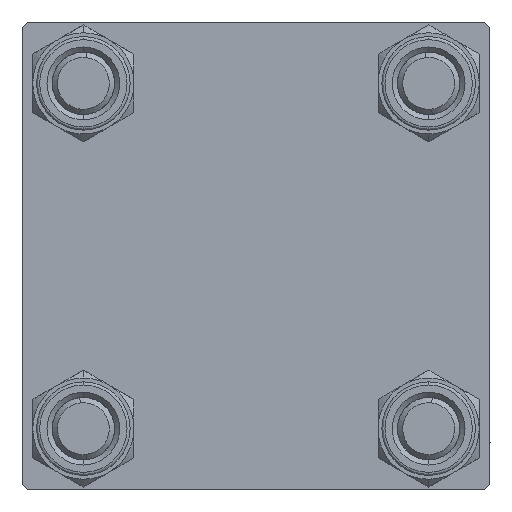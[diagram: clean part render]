
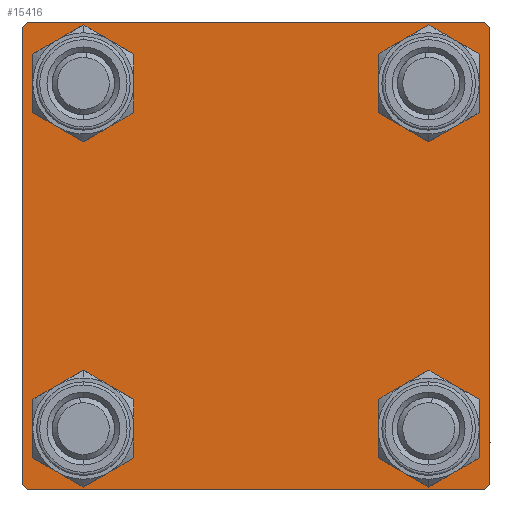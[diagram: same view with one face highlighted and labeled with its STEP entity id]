
A CAD part, left-side view. The second image highlights one B-rep face of the part: STEP entity #15416.
In plain terms, the highlighted planar face has unit normal (-1, 0, 0).
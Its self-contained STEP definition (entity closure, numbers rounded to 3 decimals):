
#90 = DIRECTION ( 'NONE',  ( 0., -1., 0. ) ) ;
#650 = DIRECTION ( 'NONE',  ( 0., 0., 1. ) ) ;
#839 = VECTOR ( 'NONE', #20410, 1000. ) ;
#1086 = DIRECTION ( 'NONE',  ( 1., 0., 0. ) ) ;
#1401 = DIRECTION ( 'NONE',  ( 0., 0., 1. ) ) ;
#1795 = DIRECTION ( 'NONE',  ( 1., 0., 0. ) ) ;
#1820 = LINE ( 'NONE', #8951, #35312 ) ;
#1870 = CARTESIAN_POINT ( 'NONE',  ( 0., 22., 22.5 ) ) ;
#2160 = AXIS2_PLACEMENT_3D ( 'NONE', #46088, #42028, #38712 ) ;
#2252 = ORIENTED_EDGE ( 'NONE', *, *, #49254, .T. ) ;
#2518 = CARTESIAN_POINT ( 'NONE',  ( 0., 0., 0. ) ) ;
#2822 = AXIS2_PLACEMENT_3D ( 'NONE', #31832, #16889, #650 ) ;
#3039 = VERTEX_POINT ( 'NONE', #15701 ) ;
#3591 = VERTEX_POINT ( 'NONE', #48241 ) ;
#4014 = AXIS2_PLACEMENT_3D ( 'NONE', #47573, #28309, #1401 ) ;
#4214 = CARTESIAN_POINT ( 'NONE',  ( 0., 22.5, 22. ) ) ;
#4351 = VERTEX_POINT ( 'NONE', #7688 ) ;
#4460 = EDGE_CURVE ( 'NONE', #3039, #19815, #1820, .T. ) ;
#4544 = AXIS2_PLACEMENT_3D ( 'NONE', #18048, #1795, #18299 ) ;
#4931 = CARTESIAN_POINT ( 'NONE',  ( 0., 22.5, -22.5 ) ) ;
#5359 = CARTESIAN_POINT ( 'NONE',  ( 0., -22.25, 22.25 ) ) ;
#6880 = VERTEX_POINT ( 'NONE', #31299 ) ;
#7191 = CARTESIAN_POINT ( 'NONE',  ( 0., 16.6, 16.6 ) ) ;
#7238 = EDGE_CURVE ( 'NONE', #4351, #6880, #12684, .T. ) ;
#7688 = CARTESIAN_POINT ( 'NONE',  ( 0., -16.6, -13.1 ) ) ;
#8490 = VERTEX_POINT ( 'NONE', #33166 ) ;
#8619 = DIRECTION ( 'NONE',  ( 0., 0., -1. ) ) ;
#8951 = CARTESIAN_POINT ( 'NONE',  ( 0., 22.25, -22.25 ) ) ;
#10758 = EDGE_CURVE ( 'NONE', #12880, #3591, #34841, .T. ) ;
#10887 = DIRECTION ( 'NONE',  ( -1., 0., 0. ) ) ;
#12684 = CIRCLE ( 'NONE', #2160, 3.5 ) ;
#12880 = VERTEX_POINT ( 'NONE', #1870 ) ;
#13171 = VERTEX_POINT ( 'NONE', #19627 ) ;
#13202 = FACE_OUTER_BOUND ( 'NONE', #37476, .T. ) ;
#13302 = CARTESIAN_POINT ( 'NONE',  ( 0., 16.6, 20.1 ) ) ;
#14086 = CARTESIAN_POINT ( 'NONE',  ( 0., -16.6, 20.1 ) ) ;
#14194 = DIRECTION ( 'NONE',  ( 0., 0., 1. ) ) ;
#14216 = CIRCLE ( 'NONE', #28019, 3.5 ) ;
#14869 = EDGE_LOOP ( 'NONE', ( #27893, #16497 ) ) ;
#15338 = DIRECTION ( 'NONE',  ( 0., 0., -1. ) ) ;
#15416 = ADVANCED_FACE ( 'NONE', ( #35785, #24618, #28189, #47948, #13202 ), #24375, .T. ) ;
#15701 = CARTESIAN_POINT ( 'NONE',  ( 0., 22.5, -22. ) ) ;
#16497 = ORIENTED_EDGE ( 'NONE', *, *, #25089, .T. ) ;
#16889 = DIRECTION ( 'NONE',  ( 1., 0., 0. ) ) ;
#16895 = EDGE_LOOP ( 'NONE', ( #43595, #42187 ) ) ;
#17216 = EDGE_CURVE ( 'NONE', #8490, #3591, #46993, .T. ) ;
#17295 = AXIS2_PLACEMENT_3D ( 'NONE', #33452, #26613, #14194 ) ;
#17512 = VECTOR ( 'NONE', #15338, 1000. ) ;
#17747 = DIRECTION ( 'NONE',  ( 0., -0.707, 0.707 ) ) ;
#18048 = CARTESIAN_POINT ( 'NONE',  ( 0., -16.6, 16.6 ) ) ;
#18236 = VECTOR ( 'NONE', #17747, 1000. ) ;
#18299 = DIRECTION ( 'NONE',  ( 0., 0., 1. ) ) ;
#18530 = DIRECTION ( 'NONE',  ( 0., 0., 1. ) ) ;
#18768 = CARTESIAN_POINT ( 'NONE',  ( 0., -16.6, 13.1 ) ) ;
#19418 = CARTESIAN_POINT ( 'NONE',  ( 0., -22., -22.5 ) ) ;
#19431 = CIRCLE ( 'NONE', #4014, 3.5 ) ;
#19627 = CARTESIAN_POINT ( 'NONE',  ( 0., 16.6, -13.1 ) ) ;
#19638 = DIRECTION ( 'NONE',  ( 0., 0., 1. ) ) ;
#19766 = VECTOR ( 'NONE', #43167, 1000. ) ;
#19802 = LINE ( 'NONE', #42880, #24709 ) ;
#19815 = VERTEX_POINT ( 'NONE', #27232 ) ;
#19914 = EDGE_CURVE ( 'NONE', #20810, #25532, #48059, .T. ) ;
#20410 = DIRECTION ( 'NONE',  ( 0., -1., 0. ) ) ;
#20726 = CIRCLE ( 'NONE', #4544, 3.5 ) ;
#20810 = VERTEX_POINT ( 'NONE', #14086 ) ;
#20882 = DIRECTION ( 'NONE',  ( 0., -0.707, -0.707 ) ) ;
#23073 = ORIENTED_EDGE ( 'NONE', *, *, #40713, .T. ) ;
#23303 = ORIENTED_EDGE ( 'NONE', *, *, #26513, .T. ) ;
#23837 = EDGE_CURVE ( 'NONE', #25842, #29222, #32807, .T. ) ;
#24375 = PLANE ( 'NONE',  #44804 ) ;
#24618 = FACE_BOUND ( 'NONE', #14869, .T. ) ;
#24709 = VECTOR ( 'NONE', #8619, 1000. ) ;
#24840 = CARTESIAN_POINT ( 'NONE',  ( 0., -22.25, -22.25 ) ) ;
#25089 = EDGE_CURVE ( 'NONE', #6880, #4351, #14216, .T. ) ;
#25160 = ORIENTED_EDGE ( 'NONE', *, *, #10758, .F. ) ;
#25532 = VERTEX_POINT ( 'NONE', #18768 ) ;
#25842 = VERTEX_POINT ( 'NONE', #13302 ) ;
#26181 = EDGE_CURVE ( 'NONE', #43467, #13171, #32878, .T. ) ;
#26385 = EDGE_LOOP ( 'NONE', ( #28251, #2252 ) ) ;
#26410 = EDGE_CURVE ( 'NONE', #27012, #3039, #49560, .T. ) ;
#26513 = EDGE_CURVE ( 'NONE', #12880, #27012, #30052, .T. ) ;
#26613 = DIRECTION ( 'NONE',  ( 1., 0., 0. ) ) ;
#26734 = CARTESIAN_POINT ( 'NONE',  ( 0., 22.5, 22.5 ) ) ;
#27012 = VERTEX_POINT ( 'NONE', #4214 ) ;
#27212 = AXIS2_PLACEMENT_3D ( 'NONE', #42513, #42776, #45576 ) ;
#27232 = CARTESIAN_POINT ( 'NONE',  ( 0., 22., -22.5 ) ) ;
#27893 = ORIENTED_EDGE ( 'NONE', *, *, #7238, .T. ) ;
#28019 = AXIS2_PLACEMENT_3D ( 'NONE', #35847, #1086, #19638 ) ;
#28189 = FACE_BOUND ( 'NONE', #45360, .T. ) ;
#28251 = ORIENTED_EDGE ( 'NONE', *, *, #19914, .T. ) ;
#28309 = DIRECTION ( 'NONE',  ( 1., 0., 0. ) ) ;
#28827 = VERTEX_POINT ( 'NONE', #19418 ) ;
#29222 = VERTEX_POINT ( 'NONE', #38546 ) ;
#29624 = CARTESIAN_POINT ( 'NONE',  ( 0., 16.6, -20.1 ) ) ;
#29813 = VECTOR ( 'NONE', #90, 1000. ) ;
#30052 = LINE ( 'NONE', #50077, #34519 ) ;
#31038 = CARTESIAN_POINT ( 'NONE',  ( 0., 22.5, 22.5 ) ) ;
#31299 = CARTESIAN_POINT ( 'NONE',  ( 0., -16.6, -20.1 ) ) ;
#31832 = CARTESIAN_POINT ( 'NONE',  ( 0., 16.6, 16.6 ) ) ;
#32549 = LINE ( 'NONE', #4931, #839 ) ;
#32807 = CIRCLE ( 'NONE', #2822, 3.5 ) ;
#32878 = CIRCLE ( 'NONE', #27212, 3.5 ) ;
#33166 = CARTESIAN_POINT ( 'NONE',  ( 0., -22.5, 22. ) ) ;
#33452 = CARTESIAN_POINT ( 'NONE',  ( 0., -16.6, 16.6 ) ) ;
#34519 = VECTOR ( 'NONE', #34846, 1000. ) ;
#34762 = AXIS2_PLACEMENT_3D ( 'NONE', #7191, #38127, #42438 ) ;
#34841 = LINE ( 'NONE', #26734, #29813 ) ;
#34846 = DIRECTION ( 'NONE',  ( 0., 0.707, -0.707 ) ) ;
#35312 = VECTOR ( 'NONE', #20882, 1000. ) ;
#35749 = ORIENTED_EDGE ( 'NONE', *, *, #26410, .T. ) ;
#35785 = FACE_BOUND ( 'NONE', #26385, .T. ) ;
#35847 = CARTESIAN_POINT ( 'NONE',  ( 0., -16.6, -16.6 ) ) ;
#37164 = EDGE_CURVE ( 'NONE', #29222, #25842, #48523, .T. ) ;
#37476 = EDGE_LOOP ( 'NONE', ( #35749, #40505, #23073, #44992, #49457, #49738, #25160, #23303 ) ) ;
#37611 = ORIENTED_EDGE ( 'NONE', *, *, #26181, .T. ) ;
#37973 = CARTESIAN_POINT ( 'NONE',  ( 0., -22.5, -22. ) ) ;
#38127 = DIRECTION ( 'NONE',  ( 1., 0., 0. ) ) ;
#38546 = CARTESIAN_POINT ( 'NONE',  ( 0., 16.6, 13.1 ) ) ;
#38712 = DIRECTION ( 'NONE',  ( 0., 0., 1. ) ) ;
#38953 = EDGE_CURVE ( 'NONE', #13171, #43467, #19431, .T. ) ;
#39677 = VERTEX_POINT ( 'NONE', #37973 ) ;
#40505 = ORIENTED_EDGE ( 'NONE', *, *, #4460, .T. ) ;
#40713 = EDGE_CURVE ( 'NONE', #19815, #28827, #32549, .T. ) ;
#42028 = DIRECTION ( 'NONE',  ( 1., 0., 0. ) ) ;
#42187 = ORIENTED_EDGE ( 'NONE', *, *, #37164, .T. ) ;
#42438 = DIRECTION ( 'NONE',  ( 0., 0., 1. ) ) ;
#42513 = CARTESIAN_POINT ( 'NONE',  ( 0., 16.6, -16.6 ) ) ;
#42776 = DIRECTION ( 'NONE',  ( 1., 0., 0. ) ) ;
#42880 = CARTESIAN_POINT ( 'NONE',  ( 0., -22.5, 22.5 ) ) ;
#43167 = DIRECTION ( 'NONE',  ( 0., 0.707, 0.707 ) ) ;
#43467 = VERTEX_POINT ( 'NONE', #29624 ) ;
#43595 = ORIENTED_EDGE ( 'NONE', *, *, #23837, .T. ) ;
#44614 = LINE ( 'NONE', #24840, #18236 ) ;
#44804 = AXIS2_PLACEMENT_3D ( 'NONE', #2518, #10887, #18530 ) ;
#44992 = ORIENTED_EDGE ( 'NONE', *, *, #46634, .T. ) ;
#45360 = EDGE_LOOP ( 'NONE', ( #49792, #37611 ) ) ;
#45576 = DIRECTION ( 'NONE',  ( 0., 0., 1. ) ) ;
#46088 = CARTESIAN_POINT ( 'NONE',  ( 0., -16.6, -16.6 ) ) ;
#46591 = EDGE_CURVE ( 'NONE', #8490, #39677, #19802, .T. ) ;
#46634 = EDGE_CURVE ( 'NONE', #28827, #39677, #44614, .T. ) ;
#46993 = LINE ( 'NONE', #5359, #19766 ) ;
#47573 = CARTESIAN_POINT ( 'NONE',  ( 0., 16.6, -16.6 ) ) ;
#47948 = FACE_BOUND ( 'NONE', #16895, .T. ) ;
#48059 = CIRCLE ( 'NONE', #17295, 3.5 ) ;
#48241 = CARTESIAN_POINT ( 'NONE',  ( 0., -22., 22.5 ) ) ;
#48523 = CIRCLE ( 'NONE', #34762, 3.5 ) ;
#49254 = EDGE_CURVE ( 'NONE', #25532, #20810, #20726, .T. ) ;
#49457 = ORIENTED_EDGE ( 'NONE', *, *, #46591, .F. ) ;
#49560 = LINE ( 'NONE', #31038, #17512 ) ;
#49738 = ORIENTED_EDGE ( 'NONE', *, *, #17216, .T. ) ;
#49792 = ORIENTED_EDGE ( 'NONE', *, *, #38953, .T. ) ;
#50077 = CARTESIAN_POINT ( 'NONE',  ( 0., 22.25, 22.25 ) ) ;
